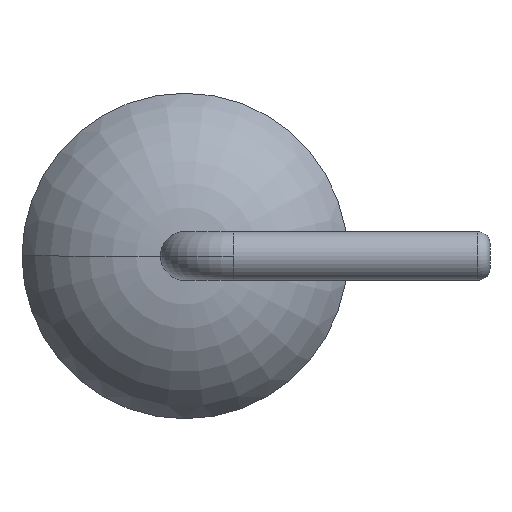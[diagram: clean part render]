
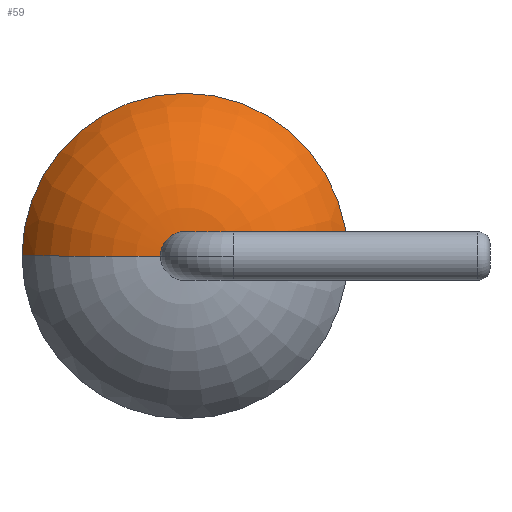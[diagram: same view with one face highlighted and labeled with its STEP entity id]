
A CAD part, left-side view. The second image highlights one B-rep face of the part: STEP entity #59.
In plain terms, the highlighted toroidal (fillet/blend) face has major radius 0.3 mm and minor radius 1.897 mm.
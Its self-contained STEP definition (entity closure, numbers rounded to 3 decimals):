
#59 = ADVANCED_FACE ( 'NONE', ( #492 ), #856, .T. ) ;
#66 = CARTESIAN_POINT ( 'NONE',  ( -2.853, 0., 0. ) ) ;
#81 = CARTESIAN_POINT ( 'NONE',  ( -4.75, -0.3, 0. ) ) ;
#102 = EDGE_CURVE ( 'NONE', #1566, #1454, #1420, .T. ) ;
#155 = CARTESIAN_POINT ( 'NONE',  ( -3.694, -2., 0. ) ) ;
#180 = CIRCLE ( 'NONE', #1268, 1.897 ) ;
#193 = ORIENTED_EDGE ( 'NONE', *, *, #1522, .T. ) ;
#342 = DIRECTION ( 'NONE',  ( 0., -1., 0. ) ) ;
#352 = AXIS2_PLACEMENT_3D ( 'NONE', #599, #1218, #469 ) ;
#391 = VERTEX_POINT ( 'NONE', #81 ) ;
#469 = DIRECTION ( 'NONE',  ( -1., 0., 0. ) ) ;
#492 = FACE_OUTER_BOUND ( 'NONE', #1569, .T. ) ;
#534 = CARTESIAN_POINT ( 'NONE',  ( -4.75, 0., 0.3 ) ) ;
#563 = ORIENTED_EDGE ( 'NONE', *, *, #102, .F. ) ;
#571 = DIRECTION ( 'NONE',  ( -1., 0., 0. ) ) ;
#578 = VERTEX_POINT ( 'NONE', #1298 ) ;
#599 = CARTESIAN_POINT ( 'NONE',  ( -2.853, -0.3, 0. ) ) ;
#619 = CARTESIAN_POINT ( 'NONE',  ( -4.75, 0., 0. ) ) ;
#681 = CIRCLE ( 'NONE', #1336, 2. ) ;
#747 = AXIS2_PLACEMENT_3D ( 'NONE', #619, #571, #1215 ) ;
#762 = EDGE_CURVE ( 'NONE', #578, #1454, #180, .T. ) ;
#765 = AXIS2_PLACEMENT_3D ( 'NONE', #1095, #1684, #342 ) ;
#823 = AXIS2_PLACEMENT_3D ( 'NONE', #66, #1550, #1847 ) ;
#856 = TOROIDAL_SURFACE ( 'NONE', #823, 0.3, 1.897 ) ;
#872 = ORIENTED_EDGE ( 'NONE', *, *, #1385, .F. ) ;
#885 = DIRECTION ( 'NONE',  ( 0., 0., 1. ) ) ;
#1043 = CARTESIAN_POINT ( 'NONE',  ( -2.853, 0.3, 0. ) ) ;
#1051 = ORIENTED_EDGE ( 'NONE', *, *, #762, .T. ) ;
#1081 = DIRECTION ( 'NONE',  ( -1., 0., 0. ) ) ;
#1095 = CARTESIAN_POINT ( 'NONE',  ( -4.75, 0., 0. ) ) ;
#1203 = CIRCLE ( 'NONE', #352, 1.897 ) ;
#1215 = DIRECTION ( 'NONE',  ( 0., -1., 0. ) ) ;
#1218 = DIRECTION ( 'NONE',  ( 0., 0., -1. ) ) ;
#1268 = AXIS2_PLACEMENT_3D ( 'NONE', #1043, #885, #1812 ) ;
#1298 = CARTESIAN_POINT ( 'NONE',  ( -3.694, 2., 0. ) ) ;
#1307 = VERTEX_POINT ( 'NONE', #155 ) ;
#1336 = AXIS2_PLACEMENT_3D ( 'NONE', #1706, #1081, #1824 ) ;
#1385 = EDGE_CURVE ( 'NONE', #1307, #391, #1203, .T. ) ;
#1420 = CIRCLE ( 'NONE', #765, 0.3 ) ;
#1454 = VERTEX_POINT ( 'NONE', #1526 ) ;
#1522 = EDGE_CURVE ( 'NONE', #1307, #578, #681, .T. ) ;
#1526 = CARTESIAN_POINT ( 'NONE',  ( -4.75, 0.3, 0. ) ) ;
#1550 = DIRECTION ( 'NONE',  ( -1., 0., 0. ) ) ;
#1566 = VERTEX_POINT ( 'NONE', #534 ) ;
#1569 = EDGE_LOOP ( 'NONE', ( #193, #1051, #563, #1725, #872 ) ) ;
#1582 = CIRCLE ( 'NONE', #747, 0.3 ) ;
#1661 = EDGE_CURVE ( 'NONE', #391, #1566, #1582, .T. ) ;
#1684 = DIRECTION ( 'NONE',  ( -1., 0., 0. ) ) ;
#1706 = CARTESIAN_POINT ( 'NONE',  ( -3.694, 0., 0. ) ) ;
#1725 = ORIENTED_EDGE ( 'NONE', *, *, #1661, .F. ) ;
#1812 = DIRECTION ( 'NONE',  ( 0., -1., 0. ) ) ;
#1824 = DIRECTION ( 'NONE',  ( 0., -1., 0. ) ) ;
#1847 = DIRECTION ( 'NONE',  ( 0., -1., 0. ) ) ;
